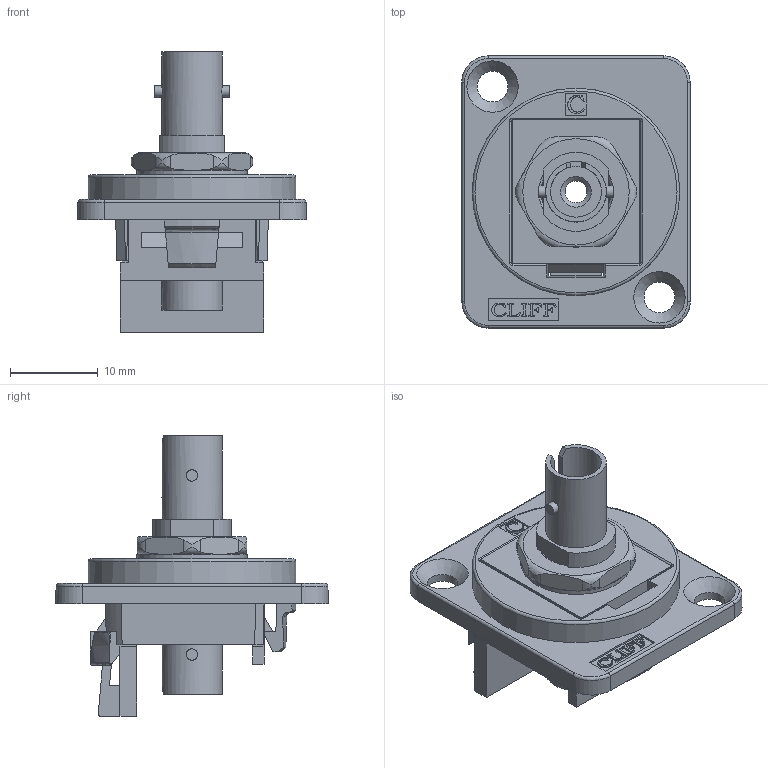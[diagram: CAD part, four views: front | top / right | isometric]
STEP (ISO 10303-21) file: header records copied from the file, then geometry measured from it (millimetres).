
FILE_DESCRIPTION(/* description */ (''),/* implementation_level */ '2;1');
FILE_NAME(/* name */ 'CP30218M ST Fibre CSK.stp',/* time_stamp */ '2024-07-09T16:00:07+01:00',/* author */ ('tottley'),/* organization */ (''),/* preprocessor_version */ 'ST-DEVELOPER v18.1',/* originating_system */ 'Autodesk Inventor 2022',/* authorisation */ '');
FILE_SCHEMA (('AUTOMOTIVE_DESIGN { 1 0 10303 214 3 1 1 }'));
Length unit declared in the file: millimetre
Products named in the file (1): Part9
Bounding box: 26 x 31 x 31.9 mm (x, y, z)
Volume: 4196.9 mm3; surface area: 5572.8 mm2
Topology: 1 solids, 1 shells, 1259 faces, 3178 edges, 1921 vertices
Faces by surface type: cylinder 482, plane 412, torus 150, sphere 140, bspline 57, cone 18
Full cylindrical faces by diameter (mm): 1.3 x4, 2.5 x1, 3.5 x2, 5.8 x2, 6.9 x2, 12.6 x1
Entity records: 40009 total; most frequent: CARTESIAN_POINT 8178, DIRECTION 6711, ORIENTED_EDGE 6340, EDGE_CURVE 3170, AXIS2_PLACEMENT_3D 2532, VERTEX_POINT 1921, LINE 1647, VECTOR 1647
